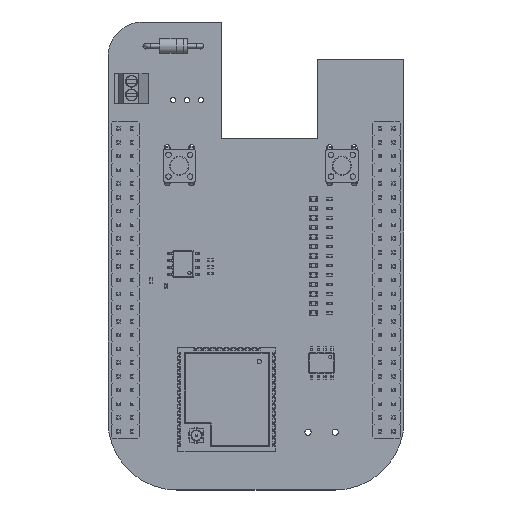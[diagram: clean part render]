
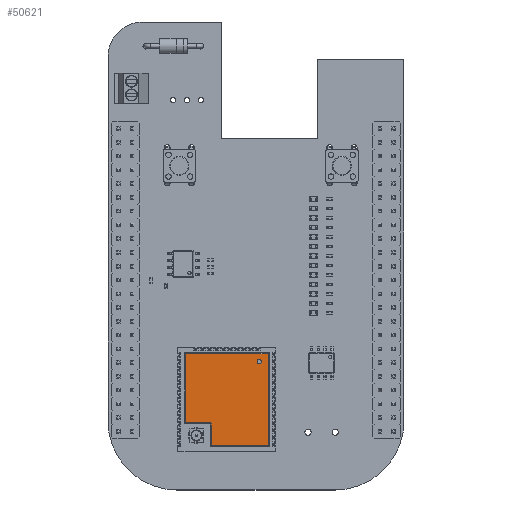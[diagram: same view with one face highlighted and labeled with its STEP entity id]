
A CAD part, top view. The second image highlights one B-rep face of the part: STEP entity #50621.
In plain terms, the highlighted planar face has unit normal (0, 0, 1).
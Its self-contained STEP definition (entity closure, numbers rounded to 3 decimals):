
#45141 = VERTEX_POINT('',#45142);
#45142 = CARTESIAN_POINT('',(2.9,4.5,3.2));
#45149 = EDGE_CURVE('',#45141,#45150,#45152,.T.);
#45150 = VERTEX_POINT('',#45151);
#45151 = CARTESIAN_POINT('',(3.1,4.3,3.2));
#45152 = CIRCLE('',#45153,0.2);
#45153 = AXIS2_PLACEMENT_3D('',#45154,#45155,#45156);
#45154 = CARTESIAN_POINT('',(3.1,4.5,3.2));
#45155 = DIRECTION('',(0.,0.,1.));
#45156 = DIRECTION('',(-1.,0.,0.));
#50528 = VERTEX_POINT('',#50529);
#50529 = CARTESIAN_POINT('',(2.9,8.5,3.2));
#50536 = EDGE_CURVE('',#45141,#50528,#50537,.T.);
#50537 = LINE('',#50538,#50539);
#50538 = CARTESIAN_POINT('',(2.9,4.4,3.2));
#50539 = VECTOR('',#50540,1.);
#50540 = DIRECTION('',(0.,1.,0.));
#50600 = EDGE_CURVE('',#50601,#45150,#50603,.T.);
#50601 = VERTEX_POINT('',#50602);
#50602 = CARTESIAN_POINT('',(7.58,4.3,3.2));
#50603 = LINE('',#50604,#50605);
#50604 = CARTESIAN_POINT('',(7.68,4.3,3.2));
#50605 = VECTOR('',#50606,1.);
#50606 = DIRECTION('',(-1.,0.,0.));
#50621 = ADVANCED_FACE('',(#50622,#50657),#50668,.T.);
#50622 = FACE_BOUND('',#50623,.T.);
#50623 = EDGE_LOOP('',(#50624,#50634,#50642,#50648,#50649,#50650,#50651)
  );
#50624 = ORIENTED_EDGE('',*,*,#50625,.F.);
#50625 = EDGE_CURVE('',#50626,#50628,#50630,.T.);
#50626 = VERTEX_POINT('',#50627);
#50627 = CARTESIAN_POINT('',(-7.62,-8.5,3.2));
#50628 = VERTEX_POINT('',#50629);
#50629 = CARTESIAN_POINT('',(-7.62,8.5,3.2));
#50630 = LINE('',#50631,#50632);
#50631 = CARTESIAN_POINT('',(-7.62,-8.6,3.2));
#50632 = VECTOR('',#50633,1.);
#50633 = DIRECTION('',(0.,1.,0.));
#50634 = ORIENTED_EDGE('',*,*,#50635,.T.);
#50635 = EDGE_CURVE('',#50626,#50636,#50638,.T.);
#50636 = VERTEX_POINT('',#50637);
#50637 = CARTESIAN_POINT('',(7.58,-8.5,3.2));
#50638 = LINE('',#50639,#50640);
#50639 = CARTESIAN_POINT('',(-7.72,-8.5,3.2));
#50640 = VECTOR('',#50641,1.);
#50641 = DIRECTION('',(1.,0.,0.));
#50642 = ORIENTED_EDGE('',*,*,#50643,.T.);
#50643 = EDGE_CURVE('',#50636,#50601,#50644,.T.);
#50644 = LINE('',#50645,#50646);
#50645 = CARTESIAN_POINT('',(7.58,-8.6,3.2));
#50646 = VECTOR('',#50647,1.);
#50647 = DIRECTION('',(0.,1.,0.));
#50648 = ORIENTED_EDGE('',*,*,#50600,.T.);
#50649 = ORIENTED_EDGE('',*,*,#45149,.F.);
#50650 = ORIENTED_EDGE('',*,*,#50536,.T.);
#50651 = ORIENTED_EDGE('',*,*,#50652,.F.);
#50652 = EDGE_CURVE('',#50628,#50528,#50653,.T.);
#50653 = LINE('',#50654,#50655);
#50654 = CARTESIAN_POINT('',(-7.72,8.5,3.2));
#50655 = VECTOR('',#50656,1.);
#50656 = DIRECTION('',(1.,0.,0.));
#50657 = FACE_BOUND('',#50658,.T.);
#50658 = EDGE_LOOP('',(#50659));
#50659 = ORIENTED_EDGE('',*,*,#50660,.F.);
#50660 = EDGE_CURVE('',#50661,#50661,#50663,.T.);
#50661 = VERTEX_POINT('',#50662);
#50662 = CARTESIAN_POINT('',(-5.6,-7.,3.2));
#50663 = CIRCLE('',#50664,0.4);
#50664 = AXIS2_PLACEMENT_3D('',#50665,#50666,#50667);
#50665 = CARTESIAN_POINT('',(-6.,-7.,3.2));
#50666 = DIRECTION('',(0.,0.,1.));
#50667 = DIRECTION('',(1.,0.,-0.));
#50668 = PLANE('',#50669);
#50669 = AXIS2_PLACEMENT_3D('',#50670,#50671,#50672);
#50670 = CARTESIAN_POINT('',(-7.72,-8.6,3.2));
#50671 = DIRECTION('',(0.,0.,1.));
#50672 = DIRECTION('',(1.,0.,-0.));
